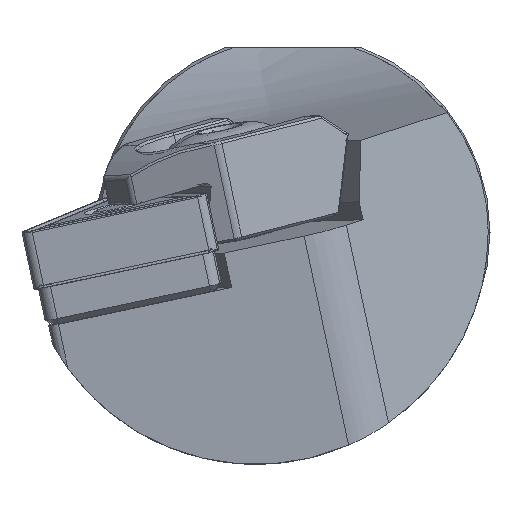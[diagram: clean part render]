
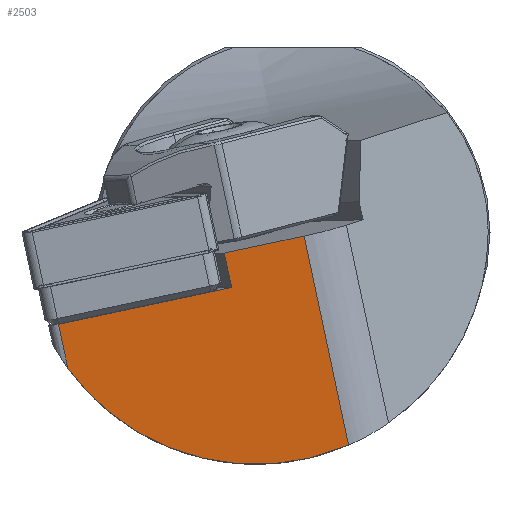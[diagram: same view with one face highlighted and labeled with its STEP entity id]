
A CAD part, left-side view. The second image highlights one B-rep face of the part: STEP entity #2503.
In plain terms, the highlighted planar face has unit normal (-0.995, -0.022, -0.102).
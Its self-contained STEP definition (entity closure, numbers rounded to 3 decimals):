
#79 = LINE ( 'NONE', #1231, #5509 ) ;
#292 = EDGE_CURVE ( 'NONE', #8100, #5586, #8969, .T. ) ;
#381 = CARTESIAN_POINT ( 'NONE',  ( -156.343, -59.541, -354.996 ) ) ;
#625 = VECTOR ( 'NONE', #1954, 1000. ) ;
#1209 = CARTESIAN_POINT ( 'NONE',  ( -200.093, 12.943, 55.157 ) ) ;
#1230 = CARTESIAN_POINT ( 'NONE',  ( -199.41, 25.652, 45.804 ) ) ;
#1231 = CARTESIAN_POINT ( 'NONE',  ( -200.093, 27.005, 52.168 ) ) ;
#1246 = FACE_OUTER_BOUND ( 'NONE', #1368, .T. ) ;
#1307 = LINE ( 'NONE', #7559, #625 ) ;
#1368 = EDGE_LOOP ( 'NONE', ( #1574, #3977, #8295, #7222, #2564, #3823 ) ) ;
#1518 = VECTOR ( 'NONE', #2541, 1000. ) ;
#1574 = ORIENTED_EDGE ( 'NONE', *, *, #292, .F. ) ;
#1674 = CARTESIAN_POINT ( 'NONE',  ( -198.075, 11.324, 35.865 ) ) ;
#1734 = CARTESIAN_POINT ( 'NONE',  ( -198.521, 20.24, 38.308 ) ) ;
#1801 = CARTESIAN_POINT ( 'NONE',  ( -198.269, 2.847, 39.554 ) ) ;
#1858 = DIRECTION ( 'NONE',  ( 0., -0.978, 0.208 ) ) ;
#1942 = DIRECTION ( 'NONE',  ( 0., -0.978, 0.208 ) ) ;
#1954 = DIRECTION ( 'NONE',  ( -0.105, 0.207, 0.973 ) ) ;
#2054 = LINE ( 'NONE', #6228, #5695 ) ;
#2503 = ADVANCED_FACE ( 'NONE', ( #1246 ), #5325, .F. ) ;
#2541 = DIRECTION ( 'NONE',  ( -0.105, 0.207, 0.973 ) ) ;
#2564 = ORIENTED_EDGE ( 'NONE', *, *, #6797, .T. ) ;
#2872 = VECTOR ( 'NONE', #8214, 1000. ) ;
#3225 = VERTEX_POINT ( 'NONE', #7881 ) ;
#3289 = EDGE_CURVE ( 'NONE', #6042, #7821, #4065, .T. ) ;
#3366 = CARTESIAN_POINT ( 'NONE',  ( -156.343, -73.603, -352.007 ) ) ;
#3823 = ORIENTED_EDGE ( 'NONE', *, *, #4067, .F. ) ;
#3977 = ORIENTED_EDGE ( 'NONE', *, *, #8469, .F. ) ;
#4033 = DIRECTION ( 'NONE',  ( 0., -0.978, 0.208 ) ) ;
#4065 =( BOUNDED_CURVE ( )  B_SPLINE_CURVE ( 3, ( #1801, #1674, #1734, #7974 ),
 .UNSPECIFIED., .F., .F. ) 
 B_SPLINE_CURVE_WITH_KNOTS ( ( 4, 4 ),
 ( 2.941, 4.296 ),
 .UNSPECIFIED. ) 
 CURVE ( )  GEOMETRIC_REPRESENTATION_ITEM ( )  RATIONAL_B_SPLINE_CURVE ( ( 1., 0.853, 0.853, 1. ) ) 
 REPRESENTATION_ITEM ( '' )  );
#4067 = EDGE_CURVE ( 'NONE', #5586, #6280, #79, .T. ) ;
#4655 = CARTESIAN_POINT ( 'NONE',  ( -199.792, 12.347, 52.356 ) ) ;
#5085 = AXIS2_PLACEMENT_3D ( 'NONE', #381, #8163, #1858 ) ;
#5181 = EDGE_CURVE ( 'NONE', #7821, #3225, #8937, .T. ) ;
#5325 = PLANE ( 'NONE',  #5085 ) ;
#5509 = VECTOR ( 'NONE', #1942, 1000. ) ;
#5570 = CARTESIAN_POINT ( 'NONE',  ( -200.093, 6.457, 56.536 ) ) ;
#5586 = VERTEX_POINT ( 'NONE', #1209 ) ;
#5695 = VECTOR ( 'NONE', #4033, 1000. ) ;
#5895 = CARTESIAN_POINT ( 'NONE',  ( -156.343, -59.541, -354.996 ) ) ;
#6042 = VERTEX_POINT ( 'NONE', #8543 ) ;
#6228 = CARTESIAN_POINT ( 'NONE',  ( -199.792, 26.409, 49.367 ) ) ;
#6280 = VERTEX_POINT ( 'NONE', #5570 ) ;
#6797 = EDGE_CURVE ( 'NONE', #6042, #6280, #1307, .T. ) ;
#7222 = ORIENTED_EDGE ( 'NONE', *, *, #3289, .F. ) ;
#7559 = CARTESIAN_POINT ( 'NONE',  ( -156.343, -80.089, -350.629 ) ) ;
#7821 = VERTEX_POINT ( 'NONE', #1230 ) ;
#7881 = CARTESIAN_POINT ( 'NONE',  ( -199.792, 26.409, 49.367 ) ) ;
#7974 = CARTESIAN_POINT ( 'NONE',  ( -199.41, 25.652, 45.804 ) ) ;
#8100 = VERTEX_POINT ( 'NONE', #4655 ) ;
#8163 = DIRECTION ( 'NONE',  ( 0.995, 0.022, 0.102 ) ) ;
#8214 = DIRECTION ( 'NONE',  ( -0.105, 0.207, 0.973 ) ) ;
#8295 = ORIENTED_EDGE ( 'NONE', *, *, #5181, .F. ) ;
#8469 = EDGE_CURVE ( 'NONE', #3225, #8100, #2054, .T. ) ;
#8543 = CARTESIAN_POINT ( 'NONE',  ( -198.269, 2.847, 39.554 ) ) ;
#8937 = LINE ( 'NONE', #5895, #1518 ) ;
#8969 = LINE ( 'NONE', #3366, #2872 ) ;
